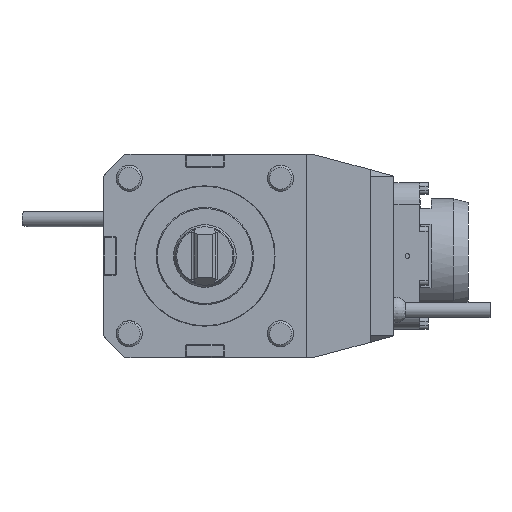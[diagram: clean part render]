
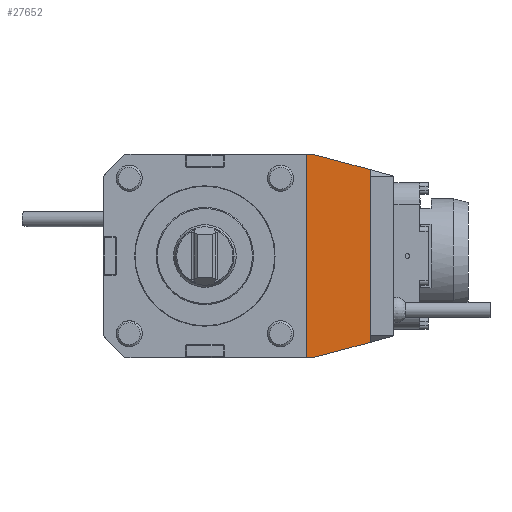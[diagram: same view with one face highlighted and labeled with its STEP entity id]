
A CAD part, front view. The second image highlights one B-rep face of the part: STEP entity #27652.
In plain terms, the highlighted planar face has unit normal (0, -1, 0).
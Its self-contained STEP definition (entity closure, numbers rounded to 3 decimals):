
#221 = CARTESIAN_POINT ( 'NONE',  ( 0., 81.5, 0. ) ) ;
#1937 = VECTOR ( 'NONE', #8365, 1000. ) ;
#2012 = LINE ( 'NONE', #23777, #3980 ) ;
#2249 = CARTESIAN_POINT ( 'NONE',  ( 76.5, 81.5, 40. ) ) ;
#2933 = VECTOR ( 'NONE', #9285, 1000. ) ;
#3980 = VECTOR ( 'NONE', #14415, 1000. ) ;
#4498 = EDGE_CURVE ( 'NONE', #12382, #4620, #20244, .T. ) ;
#4620 = VERTEX_POINT ( 'NONE', #11638 ) ;
#6010 = CARTESIAN_POINT ( 'NONE',  ( 76.5, 81.5, -40. ) ) ;
#7688 = VERTEX_POINT ( 'NONE', #11324 ) ;
#7725 = ORIENTED_EDGE ( 'NONE', *, *, #20339, .T. ) ;
#7921 = EDGE_CURVE ( 'NONE', #7688, #18663, #23897, .T. ) ;
#8056 = CARTESIAN_POINT ( 'NONE',  ( 47., 81.5, -47. ) ) ;
#8365 = DIRECTION ( 'NONE',  ( -0.966, 0., -0.259 ) ) ;
#9285 = DIRECTION ( 'NONE',  ( 1., 0., 0. ) ) ;
#9667 = DIRECTION ( 'NONE',  ( 0., 0., -1. ) ) ;
#9921 = ORIENTED_EDGE ( 'NONE', *, *, #29354, .F. ) ;
#10435 = VERTEX_POINT ( 'NONE', #8056 ) ;
#11324 = CARTESIAN_POINT ( 'NONE',  ( 50.376, 81.5, 47. ) ) ;
#11638 = CARTESIAN_POINT ( 'NONE',  ( 50.376, 81.5, -47. ) ) ;
#12219 = VECTOR ( 'NONE', #19492, 1000. ) ;
#12349 = ORIENTED_EDGE ( 'NONE', *, *, #20784, .T. ) ;
#12382 = VERTEX_POINT ( 'NONE', #6010 ) ;
#14145 = DIRECTION ( 'NONE',  ( 0.966, 0., -0.259 ) ) ;
#14415 = DIRECTION ( 'NONE',  ( 0., 0., 1. ) ) ;
#15674 = DIRECTION ( 'NONE',  ( 0., 0., -1. ) ) ;
#16325 = ORIENTED_EDGE ( 'NONE', *, *, #7921, .T. ) ;
#16849 = CARTESIAN_POINT ( 'NONE',  ( 47., 81.5, 47. ) ) ;
#18161 = LINE ( 'NONE', #20806, #20959 ) ;
#18231 = CARTESIAN_POINT ( 'NONE',  ( 76.5, 81.5, -40. ) ) ;
#18663 = VERTEX_POINT ( 'NONE', #16849 ) ;
#19044 = CARTESIAN_POINT ( 'NONE',  ( 47., 81.5, 47. ) ) ;
#19122 = CARTESIAN_POINT ( 'NONE',  ( 50.376, 81.5, 47. ) ) ;
#19190 = FACE_OUTER_BOUND ( 'NONE', #20135, .T. ) ;
#19333 = DIRECTION ( 'NONE',  ( 0., -1., 0. ) ) ;
#19408 = CARTESIAN_POINT ( 'NONE',  ( 47., 81.5, -47. ) ) ;
#19492 = DIRECTION ( 'NONE',  ( -1., 0., 0. ) ) ;
#20135 = EDGE_LOOP ( 'NONE', ( #12349, #9921, #16325, #20490, #7725, #30887 ) ) ;
#20244 = LINE ( 'NONE', #18231, #1937 ) ;
#20339 = EDGE_CURVE ( 'NONE', #10435, #4620, #21293, .T. ) ;
#20490 = ORIENTED_EDGE ( 'NONE', *, *, #22845, .T. ) ;
#20784 = EDGE_CURVE ( 'NONE', #12382, #23505, #2012, .T. ) ;
#20806 = CARTESIAN_POINT ( 'NONE',  ( 47., 81.5, 47. ) ) ;
#20959 = VECTOR ( 'NONE', #15674, 1000. ) ;
#21293 = LINE ( 'NONE', #19408, #2933 ) ;
#22173 = AXIS2_PLACEMENT_3D ( 'NONE', #221, #19333, #9667 ) ;
#22845 = EDGE_CURVE ( 'NONE', #18663, #10435, #18161, .T. ) ;
#23374 = LINE ( 'NONE', #19122, #27168 ) ;
#23505 = VERTEX_POINT ( 'NONE', #2249 ) ;
#23777 = CARTESIAN_POINT ( 'NONE',  ( 76.5, 81.5, 47. ) ) ;
#23897 = LINE ( 'NONE', #19044, #12219 ) ;
#26404 = PLANE ( 'NONE',  #22173 ) ;
#27168 = VECTOR ( 'NONE', #14145, 1000. ) ;
#27652 = ADVANCED_FACE ( 'Defeature completata1_111', ( #19190 ), #26404, .T. ) ;
#29354 = EDGE_CURVE ( 'NONE', #7688, #23505, #23374, .T. ) ;
#30887 = ORIENTED_EDGE ( 'NONE', *, *, #4498, .F. ) ;
